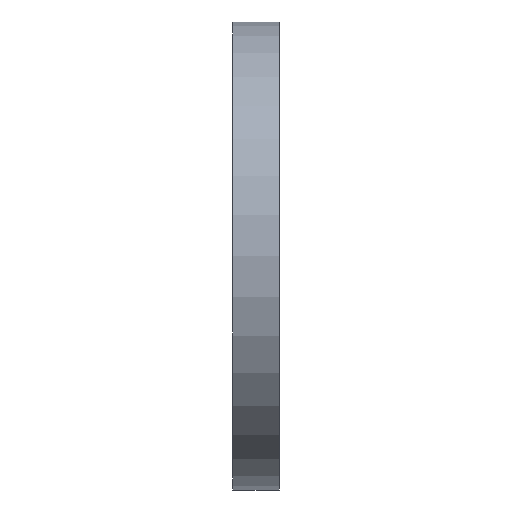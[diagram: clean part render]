
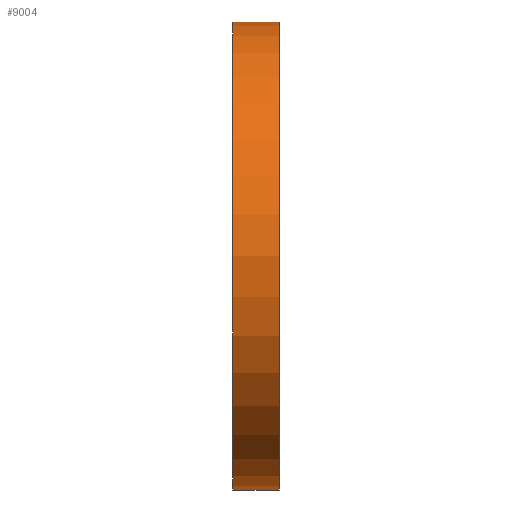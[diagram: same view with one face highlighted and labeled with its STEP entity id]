
A CAD part, left-side view. The second image highlights one B-rep face of the part: STEP entity #9004.
In plain terms, the highlighted cylindrical face has radius 40 mm (diameter 80 mm), a partial arc.
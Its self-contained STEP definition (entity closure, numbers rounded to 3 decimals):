
#180 = EDGE_LOOP ( 'NONE', ( #15243, #7408, #9407, #4481 ) ) ;
#659 = CARTESIAN_POINT ( 'NONE',  ( 0., 4., 40. ) ) ;
#917 = VERTEX_POINT ( 'NONE', #1191 ) ;
#1191 = CARTESIAN_POINT ( 'NONE',  ( 0., -4., -40. ) ) ;
#1621 = DIRECTION ( 'NONE',  ( 0., -1., 0. ) ) ;
#1633 = AXIS2_PLACEMENT_3D ( 'NONE', #7472, #14192, #15371 ) ;
#2293 = EDGE_CURVE ( 'NONE', #10348, #917, #14518, .T. ) ;
#2676 = CARTESIAN_POINT ( 'NONE',  ( 0., 4., 40. ) ) ;
#2953 = AXIS2_PLACEMENT_3D ( 'NONE', #13332, #1621, #8229 ) ;
#3975 = EDGE_CURVE ( 'NONE', #10348, #11502, #15771, .T. ) ;
#4480 = AXIS2_PLACEMENT_3D ( 'NONE', #14843, #16114, #13538 ) ;
#4481 = ORIENTED_EDGE ( 'NONE', *, *, #10938, .T. ) ;
#5501 = CIRCLE ( 'NONE', #4480, 40. ) ;
#5658 = VERTEX_POINT ( 'NONE', #6899 ) ;
#5752 = VECTOR ( 'NONE', #13252, 1000. ) ;
#5846 = EDGE_CURVE ( 'NONE', #11502, #5658, #16118, .T. ) ;
#6704 = CARTESIAN_POINT ( 'NONE',  ( 0., 4., -40. ) ) ;
#6899 = CARTESIAN_POINT ( 'NONE',  ( 0., -4., 40. ) ) ;
#7408 = ORIENTED_EDGE ( 'NONE', *, *, #3975, .F. ) ;
#7472 = CARTESIAN_POINT ( 'NONE',  ( 0., 4., 0. ) ) ;
#7558 = CYLINDRICAL_SURFACE ( 'NONE', #2953, 40. ) ;
#8229 = DIRECTION ( 'NONE',  ( 0., 0., -1. ) ) ;
#8604 = FACE_OUTER_BOUND ( 'NONE', #180, .T. ) ;
#9004 = ADVANCED_FACE ( 'NONE', ( #8604 ), #7558, .T. ) ;
#9407 = ORIENTED_EDGE ( 'NONE', *, *, #2293, .T. ) ;
#10348 = VERTEX_POINT ( 'NONE', #6704 ) ;
#10938 = EDGE_CURVE ( 'NONE', #917, #5658, #5501, .T. ) ;
#11502 = VERTEX_POINT ( 'NONE', #2676 ) ;
#11928 = CARTESIAN_POINT ( 'NONE',  ( 0., 4., -40. ) ) ;
#12702 = VECTOR ( 'NONE', #13822, 1000. ) ;
#13252 = DIRECTION ( 'NONE',  ( 0., -1., 0. ) ) ;
#13332 = CARTESIAN_POINT ( 'NONE',  ( 0., 4., 0. ) ) ;
#13538 = DIRECTION ( 'NONE',  ( 0., 0., 1. ) ) ;
#13822 = DIRECTION ( 'NONE',  ( 0., -1., 0. ) ) ;
#14192 = DIRECTION ( 'NONE',  ( 0., 1., 0. ) ) ;
#14518 = LINE ( 'NONE', #11928, #5752 ) ;
#14843 = CARTESIAN_POINT ( 'NONE',  ( 0., -4., 0. ) ) ;
#15243 = ORIENTED_EDGE ( 'NONE', *, *, #5846, .F. ) ;
#15371 = DIRECTION ( 'NONE',  ( 0., 0., 1. ) ) ;
#15771 = CIRCLE ( 'NONE', #1633, 40. ) ;
#16114 = DIRECTION ( 'NONE',  ( 0., 1., 0. ) ) ;
#16118 = LINE ( 'NONE', #659, #12702 ) ;
